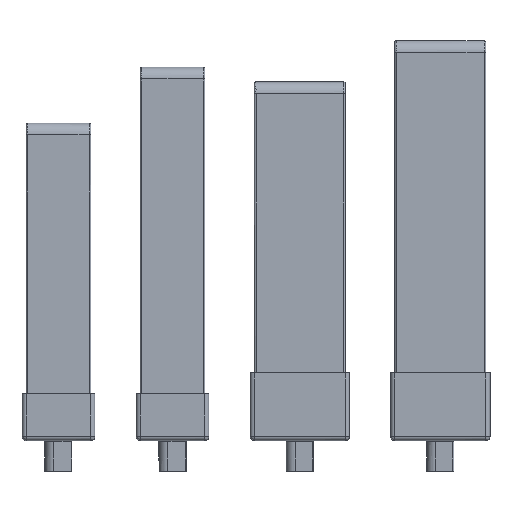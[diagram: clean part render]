
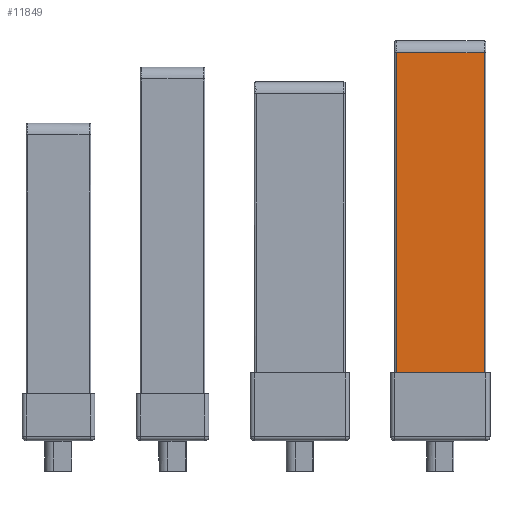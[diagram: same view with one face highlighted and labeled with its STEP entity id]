
A CAD part, top view. The second image highlights one B-rep face of the part: STEP entity #11849.
In plain terms, the highlighted free-form (B-spline) face has degree [1, 1] with [2, 2] control points.
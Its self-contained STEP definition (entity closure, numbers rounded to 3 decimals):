
#11287 = VERTEX_POINT('',#11288);
#11288 = CARTESIAN_POINT('',(85.757,-33.018,
    -0.03));
#11304 = VERTEX_POINT('',#11305);
#11305 = CARTESIAN_POINT('',(85.757,40.125,
    -0.03));
#11311 = EDGE_CURVE('',#11304,#11287,#11312,.T.);
#11312 = B_SPLINE_CURVE_WITH_KNOTS('',1,(#11313,#11314),.UNSPECIFIED.,
  .F.,.F.,(2,2),(-4.,57.75),.PIECEWISE_BEZIER_KNOTS.);
#11313 = CARTESIAN_POINT('',(85.757,40.125,
    -0.03));
#11314 = CARTESIAN_POINT('',(85.757,-33.018,
    -0.03));
#11525 = VERTEX_POINT('',#11526);
#11526 = CARTESIAN_POINT('',(68.108,-33.018,
    -0.03));
#11532 = EDGE_CURVE('',#11525,#11533,#11535,.T.);
#11533 = VERTEX_POINT('',#11534);
#11534 = CARTESIAN_POINT('',(68.108,40.125,
    -0.03));
#11535 = B_SPLINE_CURVE_WITH_KNOTS('',1,(#11536,#11537),.UNSPECIFIED.,
  .F.,.F.,(2,2),(-57.75,4.),.PIECEWISE_BEZIER_KNOTS.);
#11536 = CARTESIAN_POINT('',(68.108,-33.018,
    -0.03));
#11537 = CARTESIAN_POINT('',(68.108,40.125,
    -0.03));
#11814 = EDGE_CURVE('',#11533,#11304,#11815,.T.);
#11815 = B_SPLINE_CURVE_WITH_KNOTS('',1,(#11816,#11817),.UNSPECIFIED.,
  .F.,.F.,(2,2),(-10.288,4.613),.PIECEWISE_BEZIER_KNOTS.);
#11816 = CARTESIAN_POINT('',(68.108,40.125,
    -0.03));
#11817 = CARTESIAN_POINT('',(85.757,40.125,
    -0.03));
#11832 = EDGE_CURVE('',#11287,#11525,#11833,.T.);
#11833 = B_SPLINE_CURVE_WITH_KNOTS('',1,(#11834,#11835),.UNSPECIFIED.,
  .F.,.F.,(2,2),(-4.613,10.288),.PIECEWISE_BEZIER_KNOTS.);
#11834 = CARTESIAN_POINT('',(85.757,-33.018,
    -0.03));
#11835 = CARTESIAN_POINT('',(68.108,-33.018,
    -0.03));
#11849 = ADVANCED_FACE('',(#11850),#11856,.T.);
#11850 = FACE_BOUND('',#11851,.T.);
#11851 = EDGE_LOOP('',(#11852,#11853,#11854,#11855));
#11852 = ORIENTED_EDGE('',*,*,#11311,.F.);
#11853 = ORIENTED_EDGE('',*,*,#11814,.F.);
#11854 = ORIENTED_EDGE('',*,*,#11532,.F.);
#11855 = ORIENTED_EDGE('',*,*,#11832,.F.);
#11856 = B_SPLINE_SURFACE_WITH_KNOTS('',1,1,(
    (#11857,#11858)
    ,(#11859,#11860
    )),.UNSPECIFIED.,.F.,.F.,.F.,(2,2),(2,2),(-1.775,13.125),(-4.,57.75)
  ,.PIECEWISE_BEZIER_KNOTS.);
#11857 = CARTESIAN_POINT('',(85.757,40.125,
    -0.03));
#11858 = CARTESIAN_POINT('',(85.757,-33.018,
    -0.03));
#11859 = CARTESIAN_POINT('',(68.108,40.125,
    -0.03));
#11860 = CARTESIAN_POINT('',(68.108,-33.018,
    -0.03));
